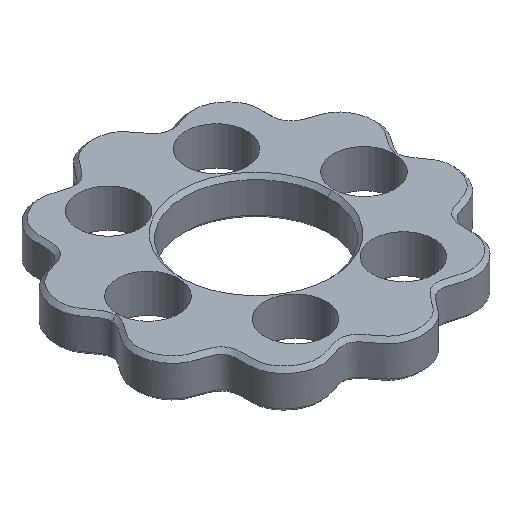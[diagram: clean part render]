
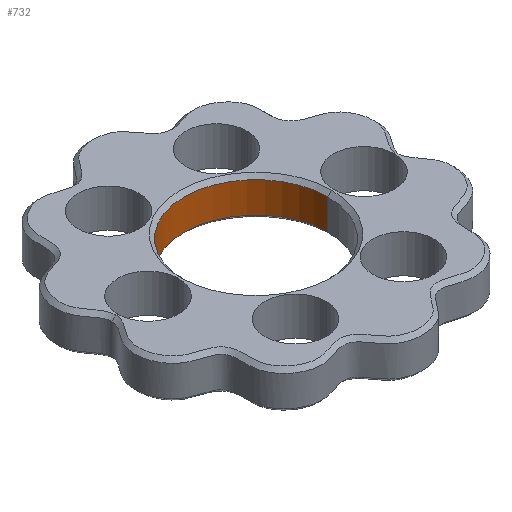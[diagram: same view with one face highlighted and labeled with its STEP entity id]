
A CAD part, isometric view. The second image highlights one B-rep face of the part: STEP entity #732.
In plain terms, the highlighted cylindrical face has radius 7.5 mm (diameter 15 mm), a partial arc.
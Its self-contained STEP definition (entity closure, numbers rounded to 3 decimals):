
#335 = CARTESIAN_POINT ( 'NONE',  ( 0., 0., 0.4 ) ) ;
#342 = EDGE_CURVE ( 'NONE', #5121, #8714, #6754, .T. ) ;
#633 = ORIENTED_EDGE ( 'NONE', *, *, #342, .F. ) ;
#673 = LINE ( 'NONE', #12391, #4384 ) ;
#732 = ADVANCED_FACE ( 'NONE', ( #2325 ), #1233, .F. ) ;
#833 = CIRCLE ( 'NONE', #8033, 7.5 ) ;
#1233 = CYLINDRICAL_SURFACE ( 'NONE', #2061, 7.5 ) ;
#1788 = EDGE_LOOP ( 'NONE', ( #633, #4685, #9172, #10982 ) ) ;
#2061 = AXIS2_PLACEMENT_3D ( 'NONE', #8119, #12049, #10179 ) ;
#2325 = FACE_OUTER_BOUND ( 'NONE', #1788, .T. ) ;
#2739 = CIRCLE ( 'NONE', #9941, 7.5 ) ;
#3863 = VERTEX_POINT ( 'NONE', #10974 ) ;
#4384 = VECTOR ( 'NONE', #9617, 1000. ) ;
#4685 = ORIENTED_EDGE ( 'NONE', *, *, #10422, .T. ) ;
#5121 = VERTEX_POINT ( 'NONE', #12013 ) ;
#5437 = CARTESIAN_POINT ( 'NONE',  ( 0., 0., 3.6 ) ) ;
#5852 = EDGE_CURVE ( 'NONE', #3863, #8714, #833, .T. ) ;
#5856 = CARTESIAN_POINT ( 'NONE',  ( 7.5, 0., 4. ) ) ;
#6754 = LINE ( 'NONE', #5856, #8019 ) ;
#7500 = CARTESIAN_POINT ( 'NONE',  ( 7.5, 0., 0.4 ) ) ;
#8019 = VECTOR ( 'NONE', #10682, 1000. ) ;
#8033 = AXIS2_PLACEMENT_3D ( 'NONE', #335, #9036, #10969 ) ;
#8119 = CARTESIAN_POINT ( 'NONE',  ( 0., 0., 4. ) ) ;
#8266 = DIRECTION ( 'NONE',  ( 0., 0., 1. ) ) ;
#8526 = EDGE_CURVE ( 'NONE', #9848, #3863, #673, .T. ) ;
#8714 = VERTEX_POINT ( 'NONE', #7500 ) ;
#9036 = DIRECTION ( 'NONE',  ( 0., 0., -1. ) ) ;
#9172 = ORIENTED_EDGE ( 'NONE', *, *, #8526, .T. ) ;
#9496 = DIRECTION ( 'NONE',  ( 1., 0., 0. ) ) ;
#9617 = DIRECTION ( 'NONE',  ( 0., 0., -1. ) ) ;
#9848 = VERTEX_POINT ( 'NONE', #10077 ) ;
#9941 = AXIS2_PLACEMENT_3D ( 'NONE', #5437, #8266, #9496 ) ;
#10077 = CARTESIAN_POINT ( 'NONE',  ( -7.5, 0., 3.6 ) ) ;
#10179 = DIRECTION ( 'NONE',  ( -1., 0., 0. ) ) ;
#10422 = EDGE_CURVE ( 'NONE', #5121, #9848, #2739, .T. ) ;
#10682 = DIRECTION ( 'NONE',  ( 0., 0., -1. ) ) ;
#10969 = DIRECTION ( 'NONE',  ( 1., 0., 0. ) ) ;
#10974 = CARTESIAN_POINT ( 'NONE',  ( -7.5, 0., 0.4 ) ) ;
#10982 = ORIENTED_EDGE ( 'NONE', *, *, #5852, .T. ) ;
#12013 = CARTESIAN_POINT ( 'NONE',  ( 7.5, 0., 3.6 ) ) ;
#12049 = DIRECTION ( 'NONE',  ( 0., 0., -1. ) ) ;
#12391 = CARTESIAN_POINT ( 'NONE',  ( -7.5, 0., 4. ) ) ;
